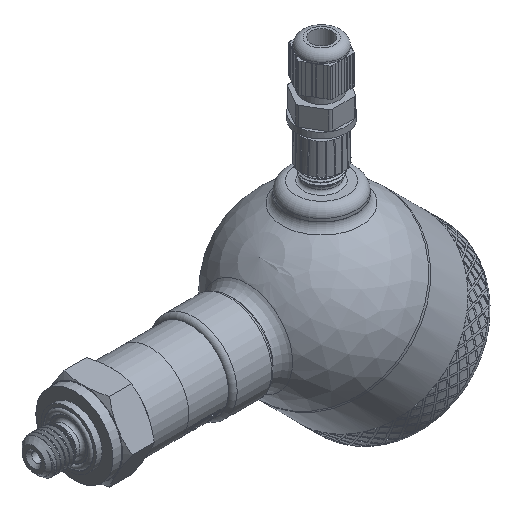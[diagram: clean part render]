
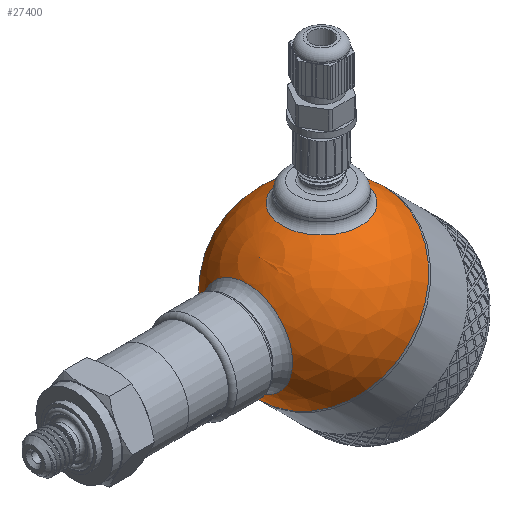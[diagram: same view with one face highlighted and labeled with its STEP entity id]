
A CAD part, isometric view. The second image highlights one B-rep face of the part: STEP entity #27400.
In plain terms, the highlighted spherical face has radius 30 mm.
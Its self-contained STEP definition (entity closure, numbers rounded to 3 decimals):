
#65=SPHERICAL_SURFACE('',#29093,30.);
#174=FACE_BOUND('',#3848,.T.);
#175=FACE_BOUND('',#3849,.T.);
#2098=FACE_OUTER_BOUND('',#3847,.T.);
#3847=EDGE_LOOP('',(#19806,#19807,#19808,#19809));
#3848=EDGE_LOOP('',(#19810));
#3849=EDGE_LOOP('',(#19811));
#5515=CIRCLE('',#29016,30.);
#5516=CIRCLE('',#29017,30.);
#5543=CIRCLE('',#29089,13.5);
#5546=CIRCLE('',#29094,30.);
#5547=CIRCLE('',#29095,15.643);
#10919=VERTEX_POINT('',#36256);
#10920=VERTEX_POINT('',#36258);
#11395=VERTEX_POINT('',#42320);
#11397=VERTEX_POINT('',#42327);
#11398=VERTEX_POINT('',#42329);
#13853=EDGE_CURVE('',#10919,#10920,#5515,.T.);
#13854=EDGE_CURVE('',#10920,#10919,#5516,.T.);
#14569=EDGE_CURVE('',#11395,#11395,#5543,.T.);
#14572=EDGE_CURVE('',#10920,#11397,#5546,.T.);
#14573=EDGE_CURVE('',#11398,#11398,#5547,.T.);
#19806=ORIENTED_EDGE('',*,*,#13854,.F.);
#19807=ORIENTED_EDGE('',*,*,#14572,.T.);
#19808=ORIENTED_EDGE('',*,*,#14572,.F.);
#19809=ORIENTED_EDGE('',*,*,#13853,.F.);
#19810=ORIENTED_EDGE('',*,*,#14573,.F.);
#19811=ORIENTED_EDGE('',*,*,#14569,.F.);
#27400=ADVANCED_FACE('',(#2098,#174,#175),#65,.T.);
#29016=AXIS2_PLACEMENT_3D('',#36259,#30583,#30584);
#29017=AXIS2_PLACEMENT_3D('',#36260,#30585,#30586);
#29089=AXIS2_PLACEMENT_3D('',#42321,#30981,#30982);
#29093=AXIS2_PLACEMENT_3D('',#42326,#30989,#30990);
#29094=AXIS2_PLACEMENT_3D('',#42328,#30991,#30992);
#29095=AXIS2_PLACEMENT_3D('',#42330,#30993,#30994);
#30583=DIRECTION('center_axis',(1.,0.,0.));
#30584=DIRECTION('ref_axis',(0.,1.,0.));
#30585=DIRECTION('center_axis',(1.,0.,0.));
#30586=DIRECTION('ref_axis',(0.,1.,0.));
#30981=DIRECTION('center_axis',(-0.707,0.,-0.707));
#30982=DIRECTION('ref_axis',(-0.707,0.,0.707));
#30989=DIRECTION('center_axis',(1.,0.,0.));
#30990=DIRECTION('ref_axis',(0.,-1.,0.));
#30991=DIRECTION('center_axis',(0.,0.,1.));
#30992=DIRECTION('ref_axis',(0.,1.,0.));
#30993=DIRECTION('center_axis',(-0.707,0.,0.707));
#30994=DIRECTION('ref_axis',(0.707,0.,0.707));
#36256=CARTESIAN_POINT('',(0.,-30.,0.));
#36258=CARTESIAN_POINT('',(0.,30.,0.));
#36259=CARTESIAN_POINT('Origin',(0.,0.,0.));
#36260=CARTESIAN_POINT('Origin',(0.,0.,0.));
#42320=CARTESIAN_POINT('',(-9.398,0.,-28.49));
#42321=CARTESIAN_POINT('Origin',(-18.944,0.,-18.944));
#42326=CARTESIAN_POINT('Origin',(0.,0.,0.));
#42327=CARTESIAN_POINT('',(-30.,0.,0.));
#42328=CARTESIAN_POINT('Origin',(0.,0.,0.));
#42329=CARTESIAN_POINT('',(-29.162,0.,7.04));
#42330=CARTESIAN_POINT('Origin',(-18.101,0.,18.101));
